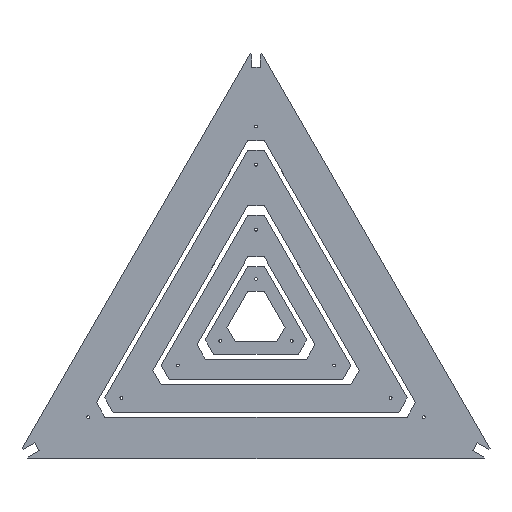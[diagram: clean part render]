
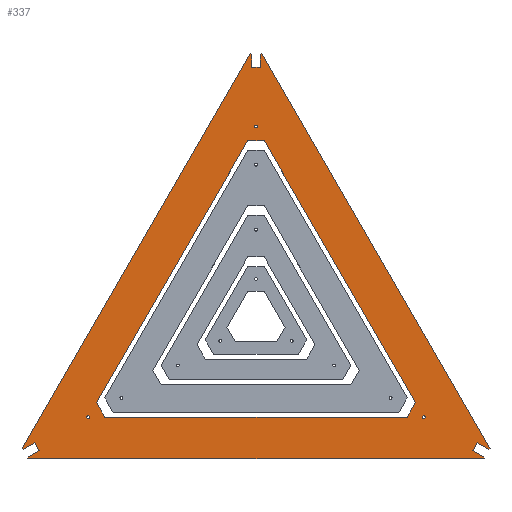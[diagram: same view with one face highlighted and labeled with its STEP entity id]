
A CAD part, top view. The second image highlights one B-rep face of the part: STEP entity #337.
In plain terms, the highlighted planar face has unit normal (0, 0, 1).
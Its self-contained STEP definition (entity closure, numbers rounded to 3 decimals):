
#62 = VERTEX_POINT('',#63);
#63 = CARTESIAN_POINT('',(-488.113,-268.087,18.));
#69 = EDGE_CURVE('',#62,#70,#72,.T.);
#70 = VERTEX_POINT('',#71);
#71 = CARTESIAN_POINT('',(-11.887,556.762,18.));
#72 = LINE('',#73,#74);
#73 = CARTESIAN_POINT('',(-500.,-288.675,18.));
#74 = VECTOR('',#75,1.);
#75 = DIRECTION('',(0.5,0.866,0.));
#317 = EDGE_CURVE('',#318,#70,#320,.T.);
#318 = VERTEX_POINT('',#319);
#319 = CARTESIAN_POINT('',(-9.,553.875,18.));
#320 = LINE('',#321,#322);
#321 = CARTESIAN_POINT('',(-9.,553.875,18.));
#322 = VECTOR('',#323,1.);
#323 = DIRECTION('',(-0.707,0.707,0.));
#337 = ADVANCED_FACE('',(#338,#468,#479,#490,#540),#551,.T.);
#338 = FACE_BOUND('',#339,.T.);
#339 = EDGE_LOOP('',(#340,#341,#349,#357,#365,#373,#381,#389,#397,#405,
    #413,#421,#429,#437,#445,#453,#461,#467));
#340 = ORIENTED_EDGE('',*,*,#69,.F.);
#341 = ORIENTED_EDGE('',*,*,#342,.F.);
#342 = EDGE_CURVE('',#343,#62,#345,.T.);
#343 = VERTEX_POINT('',#344);
#344 = CARTESIAN_POINT('',(-484.17,-269.143,18.));
#345 = LINE('',#346,#347);
#346 = CARTESIAN_POINT('',(-484.17,-269.143,18.));
#347 = VECTOR('',#348,1.);
#348 = DIRECTION('',(-0.966,0.259,0.));
#349 = ORIENTED_EDGE('',*,*,#350,.F.);
#350 = EDGE_CURVE('',#351,#343,#353,.T.);
#351 = VERTEX_POINT('',#352);
#352 = CARTESIAN_POINT('',(-461.199,-255.881,18.));
#353 = LINE('',#354,#355);
#354 = CARTESIAN_POINT('',(-461.199,-255.881,18.));
#355 = VECTOR('',#356,1.);
#356 = DIRECTION('',(-0.866,-0.5,0.));
#357 = ORIENTED_EDGE('',*,*,#358,.F.);
#358 = EDGE_CURVE('',#359,#351,#361,.T.);
#359 = VERTEX_POINT('',#360);
#360 = CARTESIAN_POINT('',(-452.199,-271.469,18.));
#361 = LINE('',#362,#363);
#362 = CARTESIAN_POINT('',(-452.199,-271.469,18.));
#363 = VECTOR('',#364,1.);
#364 = DIRECTION('',(-0.5,0.866,0.));
#365 = ORIENTED_EDGE('',*,*,#366,.F.);
#366 = EDGE_CURVE('',#367,#359,#369,.T.);
#367 = VERTEX_POINT('',#368);
#368 = CARTESIAN_POINT('',(-475.17,-284.732,18.));
#369 = LINE('',#370,#371);
#370 = CARTESIAN_POINT('',(-495.5,-296.469,18.));
#371 = VECTOR('',#372,1.);
#372 = DIRECTION('',(0.866,0.5,0.));
#373 = ORIENTED_EDGE('',*,*,#374,.T.);
#374 = EDGE_CURVE('',#367,#375,#377,.T.);
#375 = VERTEX_POINT('',#376);
#376 = CARTESIAN_POINT('',(-476.226,-288.675,18.));
#377 = LINE('',#378,#379);
#378 = CARTESIAN_POINT('',(-475.17,-284.732,18.));
#379 = VECTOR('',#380,1.);
#380 = DIRECTION('',(-0.259,-0.966,0.));
#381 = ORIENTED_EDGE('',*,*,#382,.T.);
#382 = EDGE_CURVE('',#375,#383,#385,.T.);
#383 = VERTEX_POINT('',#384);
#384 = CARTESIAN_POINT('',(476.226,-288.675,18.));
#385 = LINE('',#386,#387);
#386 = CARTESIAN_POINT('',(-500.,-288.675,18.));
#387 = VECTOR('',#388,1.);
#388 = DIRECTION('',(1.,0.,0.));
#389 = ORIENTED_EDGE('',*,*,#390,.F.);
#390 = EDGE_CURVE('',#391,#383,#393,.T.);
#391 = VERTEX_POINT('',#392);
#392 = CARTESIAN_POINT('',(475.17,-284.732,18.));
#393 = LINE('',#394,#395);
#394 = CARTESIAN_POINT('',(475.17,-284.732,18.));
#395 = VECTOR('',#396,1.);
#396 = DIRECTION('',(0.259,-0.966,0.));
#397 = ORIENTED_EDGE('',*,*,#398,.F.);
#398 = EDGE_CURVE('',#399,#391,#401,.T.);
#399 = VERTEX_POINT('',#400);
#400 = CARTESIAN_POINT('',(452.199,-271.469,18.));
#401 = LINE('',#402,#403);
#402 = CARTESIAN_POINT('',(452.199,-271.469,18.));
#403 = VECTOR('',#404,1.);
#404 = DIRECTION('',(0.866,-0.5,0.));
#405 = ORIENTED_EDGE('',*,*,#406,.F.);
#406 = EDGE_CURVE('',#407,#399,#409,.T.);
#407 = VERTEX_POINT('',#408);
#408 = CARTESIAN_POINT('',(461.199,-255.881,18.));
#409 = LINE('',#410,#411);
#410 = CARTESIAN_POINT('',(461.199,-255.881,18.));
#411 = VECTOR('',#412,1.);
#412 = DIRECTION('',(-0.5,-0.866,0.));
#413 = ORIENTED_EDGE('',*,*,#414,.F.);
#414 = EDGE_CURVE('',#415,#407,#417,.T.);
#415 = VERTEX_POINT('',#416);
#416 = CARTESIAN_POINT('',(484.17,-269.143,18.));
#417 = LINE('',#418,#419);
#418 = CARTESIAN_POINT('',(504.5,-280.881,18.));
#419 = VECTOR('',#420,1.);
#420 = DIRECTION('',(-0.866,0.5,0.));
#421 = ORIENTED_EDGE('',*,*,#422,.T.);
#422 = EDGE_CURVE('',#415,#423,#425,.T.);
#423 = VERTEX_POINT('',#424);
#424 = CARTESIAN_POINT('',(488.113,-268.087,18.));
#425 = LINE('',#426,#427);
#426 = CARTESIAN_POINT('',(484.17,-269.143,18.));
#427 = VECTOR('',#428,1.);
#428 = DIRECTION('',(0.966,0.259,0.));
#429 = ORIENTED_EDGE('',*,*,#430,.F.);
#430 = EDGE_CURVE('',#431,#423,#433,.T.);
#431 = VERTEX_POINT('',#432);
#432 = CARTESIAN_POINT('',(11.887,556.762,18.));
#433 = LINE('',#434,#435);
#434 = CARTESIAN_POINT('',(0.,577.35,18.));
#435 = VECTOR('',#436,1.);
#436 = DIRECTION('',(0.5,-0.866,0.));
#437 = ORIENTED_EDGE('',*,*,#438,.F.);
#438 = EDGE_CURVE('',#439,#431,#441,.T.);
#439 = VERTEX_POINT('',#440);
#440 = CARTESIAN_POINT('',(9.,553.875,18.));
#441 = LINE('',#442,#443);
#442 = CARTESIAN_POINT('',(9.,553.875,18.));
#443 = VECTOR('',#444,1.);
#444 = DIRECTION('',(0.707,0.707,0.));
#445 = ORIENTED_EDGE('',*,*,#446,.F.);
#446 = EDGE_CURVE('',#447,#439,#449,.T.);
#447 = VERTEX_POINT('',#448);
#448 = CARTESIAN_POINT('',(9.,527.35,18.));
#449 = LINE('',#450,#451);
#450 = CARTESIAN_POINT('',(9.,527.35,18.));
#451 = VECTOR('',#452,1.);
#452 = DIRECTION('',(0.,1.,0.));
#453 = ORIENTED_EDGE('',*,*,#454,.F.);
#454 = EDGE_CURVE('',#455,#447,#457,.T.);
#455 = VERTEX_POINT('',#456);
#456 = CARTESIAN_POINT('',(-9.,527.35,18.));
#457 = LINE('',#458,#459);
#458 = CARTESIAN_POINT('',(-9.,527.35,18.));
#459 = VECTOR('',#460,1.);
#460 = DIRECTION('',(1.,0.,0.));
#461 = ORIENTED_EDGE('',*,*,#462,.F.);
#462 = EDGE_CURVE('',#318,#455,#463,.T.);
#463 = LINE('',#464,#465);
#464 = CARTESIAN_POINT('',(-9.,577.35,18.));
#465 = VECTOR('',#466,1.);
#466 = DIRECTION('',(0.,-1.,0.));
#467 = ORIENTED_EDGE('',*,*,#317,.T.);
#468 = FACE_BOUND('',#469,.T.);
#469 = EDGE_LOOP('',(#470));
#470 = ORIENTED_EDGE('',*,*,#471,.F.);
#471 = EDGE_CURVE('',#472,#472,#474,.T.);
#472 = VERTEX_POINT('',#473);
#473 = CARTESIAN_POINT('',(-351.5,-199.475,18.));
#474 = CIRCLE('',#475,3.);
#475 = AXIS2_PLACEMENT_3D('',#476,#477,#478);
#476 = CARTESIAN_POINT('',(-350.,-202.073,18.));
#477 = DIRECTION('',(0.,0.,1.));
#478 = DIRECTION('',(-0.5,0.866,0.));
#479 = FACE_BOUND('',#480,.T.);
#480 = EDGE_LOOP('',(#481));
#481 = ORIENTED_EDGE('',*,*,#482,.F.);
#482 = EDGE_CURVE('',#483,#483,#485,.T.);
#483 = VERTEX_POINT('',#484);
#484 = CARTESIAN_POINT('',(348.5,-204.671,18.));
#485 = CIRCLE('',#486,3.);
#486 = AXIS2_PLACEMENT_3D('',#487,#488,#489);
#487 = CARTESIAN_POINT('',(350.,-202.073,18.));
#488 = DIRECTION('',(0.,0.,1.));
#489 = DIRECTION('',(-0.5,-0.866,0.));
#490 = FACE_BOUND('',#491,.T.);
#491 = EDGE_LOOP('',(#492,#502,#510,#518,#526,#534));
#492 = ORIENTED_EDGE('',*,*,#493,.T.);
#493 = EDGE_CURVE('',#494,#496,#498,.T.);
#494 = VERTEX_POINT('',#495);
#495 = CARTESIAN_POINT('',(315.359,-202.073,18.));
#496 = VERTEX_POINT('',#497);
#497 = CARTESIAN_POINT('',(-315.359,-202.073,18.));
#498 = LINE('',#499,#500);
#499 = CARTESIAN_POINT('',(350.,-202.073,18.));
#500 = VECTOR('',#501,1.);
#501 = DIRECTION('',(-1.,0.,0.));
#502 = ORIENTED_EDGE('',*,*,#503,.F.);
#503 = EDGE_CURVE('',#504,#496,#506,.T.);
#504 = VERTEX_POINT('',#505);
#505 = CARTESIAN_POINT('',(-332.679,-172.073,18.));
#506 = LINE('',#507,#508);
#507 = CARTESIAN_POINT('',(-332.679,-172.073,18.));
#508 = VECTOR('',#509,1.);
#509 = DIRECTION('',(0.5,-0.866,0.));
#510 = ORIENTED_EDGE('',*,*,#511,.T.);
#511 = EDGE_CURVE('',#504,#512,#514,.T.);
#512 = VERTEX_POINT('',#513);
#513 = CARTESIAN_POINT('',(-17.321,374.145,18.));
#514 = LINE('',#515,#516);
#515 = CARTESIAN_POINT('',(-350.,-202.073,18.));
#516 = VECTOR('',#517,1.);
#517 = DIRECTION('',(0.5,0.866,0.));
#518 = ORIENTED_EDGE('',*,*,#519,.F.);
#519 = EDGE_CURVE('',#520,#512,#522,.T.);
#520 = VERTEX_POINT('',#521);
#521 = CARTESIAN_POINT('',(17.321,374.145,18.));
#522 = LINE('',#523,#524);
#523 = CARTESIAN_POINT('',(17.321,374.145,18.));
#524 = VECTOR('',#525,1.);
#525 = DIRECTION('',(-1.,0.,0.));
#526 = ORIENTED_EDGE('',*,*,#527,.T.);
#527 = EDGE_CURVE('',#520,#528,#530,.T.);
#528 = VERTEX_POINT('',#529);
#529 = CARTESIAN_POINT('',(332.679,-172.073,18.));
#530 = LINE('',#531,#532);
#531 = CARTESIAN_POINT('',(0.,404.145,18.));
#532 = VECTOR('',#533,1.);
#533 = DIRECTION('',(0.5,-0.866,0.));
#534 = ORIENTED_EDGE('',*,*,#535,.F.);
#535 = EDGE_CURVE('',#494,#528,#536,.T.);
#536 = LINE('',#537,#538);
#537 = CARTESIAN_POINT('',(315.359,-202.073,18.));
#538 = VECTOR('',#539,1.);
#539 = DIRECTION('',(0.5,0.866,0.));
#540 = FACE_BOUND('',#541,.T.);
#541 = EDGE_LOOP('',(#542));
#542 = ORIENTED_EDGE('',*,*,#543,.F.);
#543 = EDGE_CURVE('',#544,#544,#546,.T.);
#544 = VERTEX_POINT('',#545);
#545 = CARTESIAN_POINT('',(3.,404.145,18.));
#546 = CIRCLE('',#547,3.);
#547 = AXIS2_PLACEMENT_3D('',#548,#549,#550);
#548 = CARTESIAN_POINT('',(0.,404.145,18.));
#549 = DIRECTION('',(0.,0.,1.));
#550 = DIRECTION('',(1.,0.,0.));
#551 = PLANE('',#552);
#552 = AXIS2_PLACEMENT_3D('',#553,#554,#555);
#553 = CARTESIAN_POINT('',(0.,0.,18.));
#554 = DIRECTION('',(0.,0.,1.));
#555 = DIRECTION('',(1.,0.,0.));
